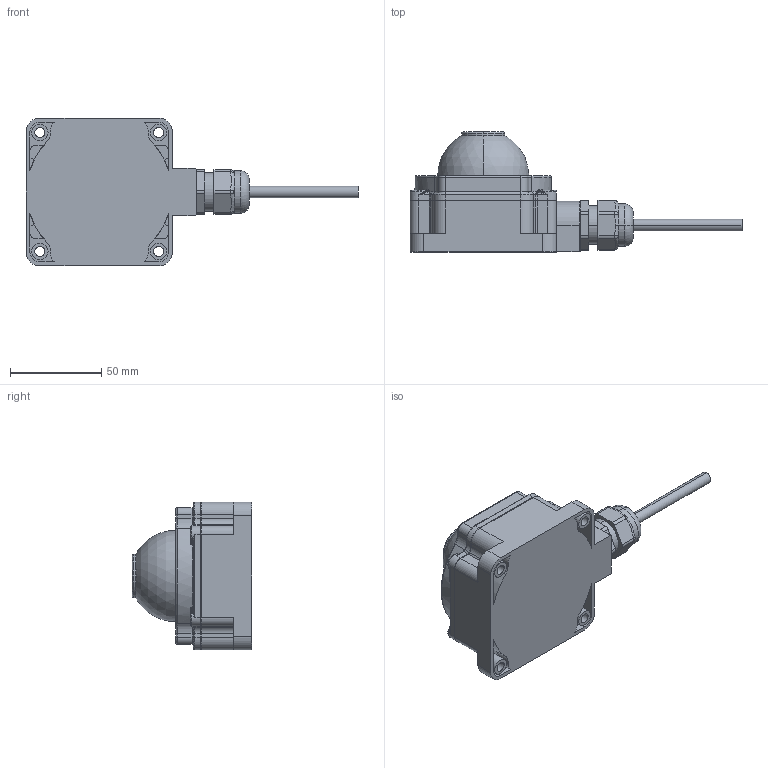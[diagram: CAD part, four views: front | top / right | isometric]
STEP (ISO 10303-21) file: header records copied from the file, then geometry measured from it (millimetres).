
FILE_DESCRIPTION((''),'2;1');
FILE_NAME('144884_SW','2009-03-26T',('banengservice'),('BANNER ENGINEERING'),'PRO/ENGINEER BY PARAMETRIC TECHNOLOGY CORPORATION, 2006170','PRO/ENGINEER BY PARAMETRIC TECHNOLOGY CORPORATION, 2006170','');
FILE_SCHEMA(('CONFIG_CONTROL_DESIGN'));
Length unit declared in the file: inch
Products named in the file (1): 144884_SW
Bounding box: 181.65 x 65.65 x 80.85 mm (x, y, z)
Volume: 284593.6 mm3; surface area: 42043.8 mm2
Topology: 1 solids, 1 shells, 457 faces, 1128 edges, 693 vertices
Faces by surface type: cylinder 188, plane 131, torus 72, bspline 39, sphere 16, cone 11
Entity records: 19136 total; most frequent: CARTESIAN_POINT 8176, DIRECTION 2401, ORIENTED_EDGE 2240, EDGE_CURVE 1120, AXIS2_PLACEMENT_3D 955, VERTEX_POINT 693, CIRCLE 537, EDGE_LOOP 501
